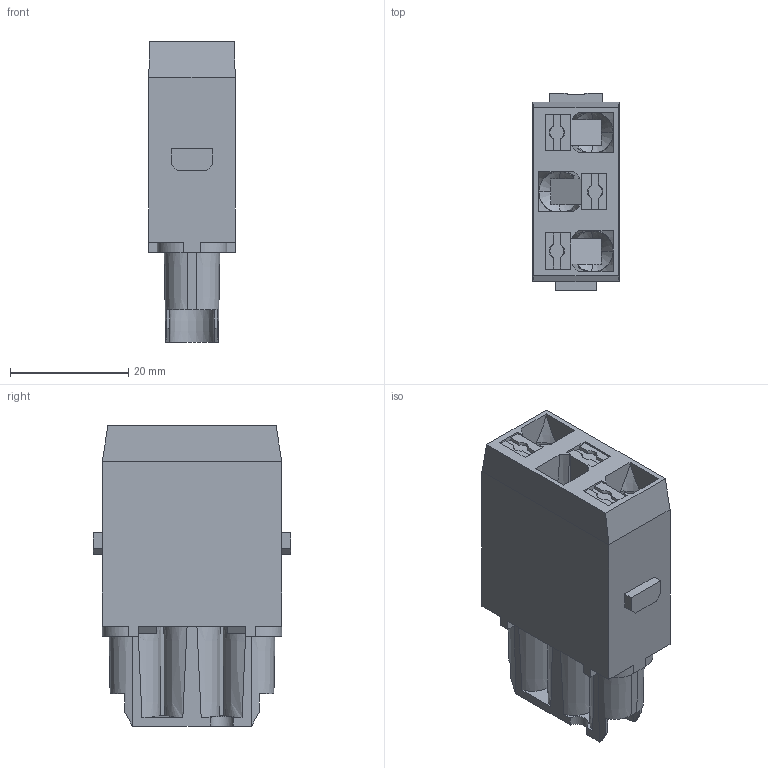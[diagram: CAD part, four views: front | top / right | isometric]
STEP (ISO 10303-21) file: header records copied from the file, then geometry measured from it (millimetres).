
FILE_DESCRIPTION(('CATIA V5 STEP Exchange','CAx-IF Rec.Pracs.--- Model Styling and Organization---1.4--- 2014-01-23'),'2;1');
FILE_NAME ('1295259-1_1', '2021-01-18T07:28:10+00:00', ('none'), ('Weidmueller'), 'CATIA Version 5-6 Release 2016 SP3 HF44', 'CATIA V5 STEP AP214', 'none');
FILE_SCHEMA(('AUTOMOTIVE_DESIGN { 1 0 10303 214 1 1 1 1 }'));
Length unit declared in the file: millimetre
Products named in the file (1): 2772790000
Bounding box: 14.6 x 33.4 x 50.75 mm (x, y, z)
Volume: 15139.9 mm3; surface area: 10147.2 mm2
Topology: 7 solids, 7 shells, 269 faces, 736 edges, 490 vertices
Faces by surface type: plane 180, cone 65, cylinder 24
Entity records: 9478 total; most frequent: CARTESIAN_POINT 3111, ORIENTED_EDGE 1472, DIRECTION 1018, EDGE_CURVE 736, VERTEX_POINT 490, VECTOR 469, LINE 469, AXIS2_PLACEMENT_3D 323
